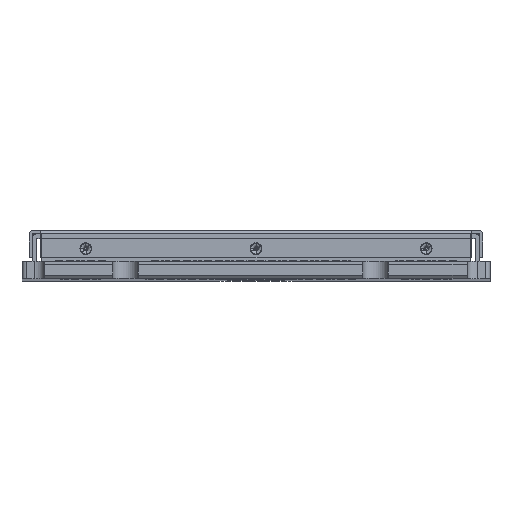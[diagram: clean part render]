
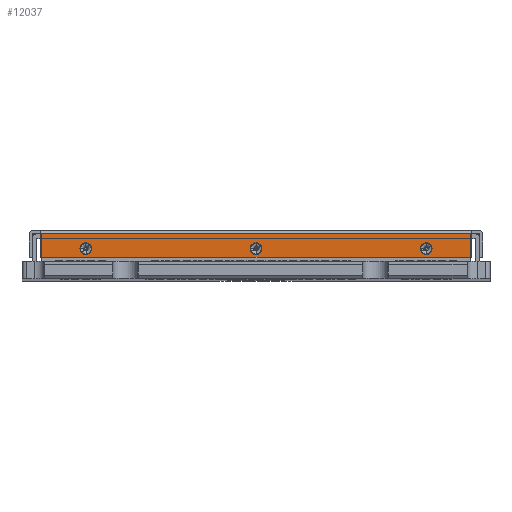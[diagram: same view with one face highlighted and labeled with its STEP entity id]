
A CAD part, top view. The second image highlights one B-rep face of the part: STEP entity #12037.
In plain terms, the highlighted planar face has unit normal (0, 0, 1).
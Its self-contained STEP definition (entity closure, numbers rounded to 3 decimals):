
#159 = DIRECTION ( 'NONE',  ( 1., 0., 0. ) ) ;
#277 = EDGE_CURVE ( 'NONE', #3093, #9271, #4188, .T. ) ;
#360 = DIRECTION ( 'NONE',  ( 0., 0., -1. ) ) ;
#382 = CARTESIAN_POINT ( 'NONE',  ( -10.11, 0.2, -4.34 ) ) ;
#383 = DIRECTION ( 'NONE',  ( -1., 0., 0. ) ) ;
#1233 = CARTESIAN_POINT ( 'NONE',  ( -10.11, 1.3, -4.34 ) ) ;
#1557 = DIRECTION ( 'NONE',  ( -1., 0., 0. ) ) ;
#1725 = FACE_BOUND ( 'NONE', #12302, .T. ) ;
#1791 = EDGE_LOOP ( 'NONE', ( #11650, #3788 ) ) ;
#1792 = VECTOR ( 'NONE', #4284, 1000. ) ;
#2003 = VERTEX_POINT ( 'NONE', #14021 ) ;
#2008 = CARTESIAN_POINT ( 'NONE',  ( -10.71, 0.2, -4.34 ) ) ;
#2276 = PLANE ( 'NONE',  #13655 ) ;
#2521 = EDGE_CURVE ( 'NONE', #17504, #3093, #7097, .T. ) ;
#2585 = EDGE_CURVE ( 'NONE', #11850, #9437, #13054, .T. ) ;
#2696 = EDGE_CURVE ( 'NONE', #9590, #4503, #16159, .T. ) ;
#2741 = ORIENTED_EDGE ( 'NONE', *, *, #2585, .T. ) ;
#2838 = CIRCLE ( 'NONE', #8475, 0.25 ) ;
#3093 = VERTEX_POINT ( 'NONE', #1233 ) ;
#3119 = VERTEX_POINT ( 'NONE', #10491 ) ;
#3539 = AXIS2_PLACEMENT_3D ( 'NONE', #4981, #16911, #159 ) ;
#3687 = EDGE_CURVE ( 'NONE', #3119, #2003, #7518, .T. ) ;
#3788 = ORIENTED_EDGE ( 'NONE', *, *, #3687, .T. ) ;
#3821 = DIRECTION ( 'NONE',  ( 0., 1., 0. ) ) ;
#4092 = CIRCLE ( 'NONE', #10999, 0.25 ) ;
#4188 = LINE ( 'NONE', #8790, #1792 ) ;
#4248 = DIRECTION ( 'NONE',  ( 0., -1., 0. ) ) ;
#4284 = DIRECTION ( 'NONE',  ( 1., 0., 0. ) ) ;
#4301 = CARTESIAN_POINT ( 'NONE',  ( -8., 0.6, -4.34 ) ) ;
#4433 = LINE ( 'NONE', #11964, #5864 ) ;
#4503 = VERTEX_POINT ( 'NONE', #12494 ) ;
#4981 = CARTESIAN_POINT ( 'NONE',  ( 0., 0.6, -4.34 ) ) ;
#5396 = EDGE_CURVE ( 'NONE', #17504, #10069, #15838, .T. ) ;
#5526 = ORIENTED_EDGE ( 'NONE', *, *, #277, .F. ) ;
#5821 = DIRECTION ( 'NONE',  ( 0., 0., -1. ) ) ;
#5840 = CARTESIAN_POINT ( 'NONE',  ( 10.11, 1.3, -4.34 ) ) ;
#5864 = VECTOR ( 'NONE', #4248, 1000. ) ;
#5908 = VECTOR ( 'NONE', #11059, 1000. ) ;
#6352 = CARTESIAN_POINT ( 'NONE',  ( 7.777, 0.486, -4.34 ) ) ;
#6470 = CARTESIAN_POINT ( 'NONE',  ( -8., 0.6, -4.34 ) ) ;
#6508 = DIRECTION ( 'NONE',  ( 0., 0., -1. ) ) ;
#7018 = EDGE_CURVE ( 'NONE', #9437, #11850, #4092, .T. ) ;
#7097 = LINE ( 'NONE', #382, #5908 ) ;
#7201 = FACE_BOUND ( 'NONE', #14381, .T. ) ;
#7518 = CIRCLE ( 'NONE', #11082, 0.25 ) ;
#8326 = DIRECTION ( 'NONE',  ( 0., 0., 1. ) ) ;
#8475 = AXIS2_PLACEMENT_3D ( 'NONE', #6470, #12601, #383 ) ;
#8618 = FACE_OUTER_BOUND ( 'NONE', #17330, .T. ) ;
#8790 = CARTESIAN_POINT ( 'NONE',  ( -10.11, 1.3, -4.34 ) ) ;
#8883 = AXIS2_PLACEMENT_3D ( 'NONE', #14171, #360, #11043 ) ;
#9245 = EDGE_CURVE ( 'NONE', #9271, #10069, #4433, .T. ) ;
#9271 = VERTEX_POINT ( 'NONE', #5840 ) ;
#9437 = VERTEX_POINT ( 'NONE', #10630 ) ;
#9590 = VERTEX_POINT ( 'NONE', #14654 ) ;
#10069 = VERTEX_POINT ( 'NONE', #11543 ) ;
#10116 = ORIENTED_EDGE ( 'NONE', *, *, #9245, .F. ) ;
#10194 = CARTESIAN_POINT ( 'NONE',  ( -10.11, 0.2, -4.34 ) ) ;
#10491 = CARTESIAN_POINT ( 'NONE',  ( -7.824, 0.777, -4.34 ) ) ;
#10630 = CARTESIAN_POINT ( 'NONE',  ( 8.223, 0.714, -4.34 ) ) ;
#10788 = FACE_BOUND ( 'NONE', #1791, .T. ) ;
#10999 = AXIS2_PLACEMENT_3D ( 'NONE', #11002, #18395, #12410 ) ;
#11002 = CARTESIAN_POINT ( 'NONE',  ( 8., 0.6, -4.34 ) ) ;
#11043 = DIRECTION ( 'NONE',  ( 1., 0., 0. ) ) ;
#11059 = DIRECTION ( 'NONE',  ( 0., 1., 0. ) ) ;
#11082 = AXIS2_PLACEMENT_3D ( 'NONE', #4301, #5821, #1557 ) ;
#11102 = ORIENTED_EDGE ( 'NONE', *, *, #5396, .T. ) ;
#11164 = CIRCLE ( 'NONE', #3539, 0.25 ) ;
#11543 = CARTESIAN_POINT ( 'NONE',  ( 10.11, 0.2, -4.34 ) ) ;
#11650 = ORIENTED_EDGE ( 'NONE', *, *, #17253, .T. ) ;
#11850 = VERTEX_POINT ( 'NONE', #6352 ) ;
#11964 = CARTESIAN_POINT ( 'NONE',  ( 10.11, 1.3, -4.34 ) ) ;
#12037 = ADVANCED_FACE ( 'NONE', ( #8618, #10788, #1725, #7201 ), #2276, .T. ) ;
#12302 = EDGE_LOOP ( 'NONE', ( #2741, #15840 ) ) ;
#12410 = DIRECTION ( 'NONE',  ( 1., 0., 0. ) ) ;
#12453 = ORIENTED_EDGE ( 'NONE', *, *, #17686, .T. ) ;
#12494 = CARTESIAN_POINT ( 'NONE',  ( 0.223, 0.714, -4.34 ) ) ;
#12601 = DIRECTION ( 'NONE',  ( 0., 0., -1. ) ) ;
#13054 = CIRCLE ( 'NONE', #18079, 0.25 ) ;
#13655 = AXIS2_PLACEMENT_3D ( 'NONE', #2008, #8326, #3821 ) ;
#14021 = CARTESIAN_POINT ( 'NONE',  ( -8.176, 0.423, -4.34 ) ) ;
#14171 = CARTESIAN_POINT ( 'NONE',  ( 0., 0.6, -4.34 ) ) ;
#14381 = EDGE_LOOP ( 'NONE', ( #16868, #12453 ) ) ;
#14654 = CARTESIAN_POINT ( 'NONE',  ( -0.223, 0.486, -4.34 ) ) ;
#15838 = LINE ( 'NONE', #18564, #19397 ) ;
#15840 = ORIENTED_EDGE ( 'NONE', *, *, #7018, .T. ) ;
#16159 = CIRCLE ( 'NONE', #8883, 0.25 ) ;
#16641 = CARTESIAN_POINT ( 'NONE',  ( 8., 0.6, -4.34 ) ) ;
#16868 = ORIENTED_EDGE ( 'NONE', *, *, #2696, .T. ) ;
#16911 = DIRECTION ( 'NONE',  ( 0., 0., -1. ) ) ;
#16981 = DIRECTION ( 'NONE',  ( 1., 0., 0. ) ) ;
#17253 = EDGE_CURVE ( 'NONE', #2003, #3119, #2838, .T. ) ;
#17303 = DIRECTION ( 'NONE',  ( 1., 0., 0. ) ) ;
#17330 = EDGE_LOOP ( 'NONE', ( #11102, #10116, #5526, #17406 ) ) ;
#17406 = ORIENTED_EDGE ( 'NONE', *, *, #2521, .F. ) ;
#17504 = VERTEX_POINT ( 'NONE', #10194 ) ;
#17686 = EDGE_CURVE ( 'NONE', #4503, #9590, #11164, .T. ) ;
#18079 = AXIS2_PLACEMENT_3D ( 'NONE', #16641, #6508, #16981 ) ;
#18395 = DIRECTION ( 'NONE',  ( 0., 0., -1. ) ) ;
#18564 = CARTESIAN_POINT ( 'NONE',  ( -10.11, 0.2, -4.34 ) ) ;
#19397 = VECTOR ( 'NONE', #17303, 1000. ) ;
